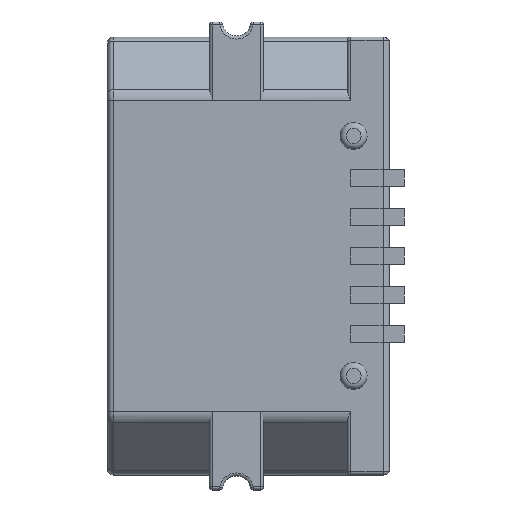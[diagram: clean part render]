
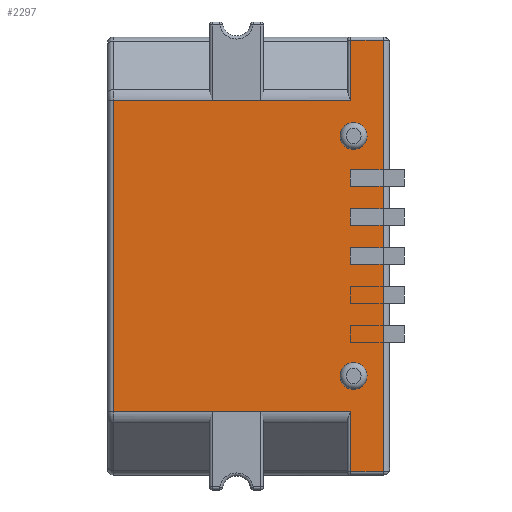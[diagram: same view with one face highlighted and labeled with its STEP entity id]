
A CAD part, front view. The second image highlights one B-rep face of the part: STEP entity #2297.
In plain terms, the highlighted planar face has unit normal (0, -1, 0).
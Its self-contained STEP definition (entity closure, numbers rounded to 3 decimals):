
#45=FACE_BOUND('',#744,.T.);
#46=FACE_BOUND('',#745,.T.);
#52=PLANE('',#2489);
#128=LINE('',#3586,#321);
#131=LINE('',#3651,#324);
#137=LINE('',#3680,#330);
#139=LINE('',#3688,#332);
#140=LINE('',#3690,#333);
#141=LINE('',#3692,#334);
#142=LINE('',#3694,#335);
#143=LINE('',#3695,#336);
#321=VECTOR('',#2789,10.);
#324=VECTOR('',#2800,10.);
#330=VECTOR('',#2816,10.);
#332=VECTOR('',#2824,10.);
#333=VECTOR('',#2825,10.);
#334=VECTOR('',#2826,10.);
#335=VECTOR('',#2827,10.);
#336=VECTOR('',#2828,10.);
#581=FACE_OUTER_BOUND('',#743,.T.);
#743=EDGE_LOOP('',(#1622,#1623,#1624,#1625,#1626,#1627,#1628,#1629));
#744=EDGE_LOOP('',(#1630));
#745=EDGE_LOOP('',(#1631));
#909=CIRCLE('',#2490,0.225);
#910=CIRCLE('',#2491,0.225);
#1041=VERTEX_POINT('',#3575);
#1044=VERTEX_POINT('',#3582);
#1051=VERTEX_POINT('',#3644);
#1057=VERTEX_POINT('',#3679);
#1060=VERTEX_POINT('',#3687);
#1061=VERTEX_POINT('',#3689);
#1062=VERTEX_POINT('',#3691);
#1063=VERTEX_POINT('',#3693);
#1064=VERTEX_POINT('',#3696);
#1065=VERTEX_POINT('',#3698);
#1247=EDGE_CURVE('',#1041,#1044,#128,.T.);
#1255=EDGE_CURVE('',#1051,#1041,#131,.T.);
#1264=EDGE_CURVE('',#1044,#1057,#137,.T.);
#1268=EDGE_CURVE('',#1060,#1051,#139,.T.);
#1269=EDGE_CURVE('',#1061,#1060,#140,.T.);
#1270=EDGE_CURVE('',#1062,#1061,#141,.T.);
#1271=EDGE_CURVE('',#1063,#1062,#142,.T.);
#1272=EDGE_CURVE('',#1057,#1063,#143,.T.);
#1273=EDGE_CURVE('',#1064,#1064,#909,.T.);
#1274=EDGE_CURVE('',#1065,#1065,#910,.T.);
#1622=ORIENTED_EDGE('',*,*,#1247,.F.);
#1623=ORIENTED_EDGE('',*,*,#1255,.F.);
#1624=ORIENTED_EDGE('',*,*,#1268,.F.);
#1625=ORIENTED_EDGE('',*,*,#1269,.F.);
#1626=ORIENTED_EDGE('',*,*,#1270,.F.);
#1627=ORIENTED_EDGE('',*,*,#1271,.F.);
#1628=ORIENTED_EDGE('',*,*,#1272,.F.);
#1629=ORIENTED_EDGE('',*,*,#1264,.F.);
#1630=ORIENTED_EDGE('',*,*,#1273,.T.);
#1631=ORIENTED_EDGE('',*,*,#1274,.T.);
#2297=ADVANCED_FACE('',(#581,#45,#46),#52,.T.);
#2489=AXIS2_PLACEMENT_3D('',#3686,#2822,#2823);
#2490=AXIS2_PLACEMENT_3D('',#3697,#2829,#2830);
#2491=AXIS2_PLACEMENT_3D('',#3699,#2831,#2832);
#2789=DIRECTION('',(1.,0.,0.));
#2800=DIRECTION('',(0.,0.,1.));
#2816=DIRECTION('',(0.,0.,-1.));
#2822=DIRECTION('center_axis',(0.,-1.,0.));
#2823=DIRECTION('ref_axis',(0.,0.,1.));
#2824=DIRECTION('',(1.,0.,0.));
#2825=DIRECTION('',(0.,0.,1.));
#2826=DIRECTION('',(-1.,0.,0.));
#2827=DIRECTION('',(0.,0.,1.));
#2828=DIRECTION('',(-1.,0.,0.));
#2829=DIRECTION('center_axis',(0.,1.,0.));
#2830=DIRECTION('ref_axis',(1.,0.,0.));
#2831=DIRECTION('center_axis',(0.,1.,0.));
#2832=DIRECTION('ref_axis',(1.,0.,0.));
#3575=CARTESIAN_POINT('',(-0.65,0.,7.249));
#3582=CARTESIAN_POINT('',(-0.1,0.,7.249));
#3586=CARTESIAN_POINT('',(-0.35,0.,7.249));
#3644=CARTESIAN_POINT('',(-0.65,0.,6.246));
#3651=CARTESIAN_POINT('',(-0.65,0.,3.598));
#3679=CARTESIAN_POINT('',(-0.1,0.,0.051));
#3680=CARTESIAN_POINT('',(-0.1,0.,2.3));
#3686=CARTESIAN_POINT('Origin',(0.,0.,0.95));
#3687=CARTESIAN_POINT('',(-4.6,0.,6.246));
#3688=CARTESIAN_POINT('',(0.,0.,6.246));
#3689=CARTESIAN_POINT('',(-4.6,0.,1.054));
#3690=CARTESIAN_POINT('',(-4.6,0.,2.3));
#3691=CARTESIAN_POINT('',(-0.65,0.,1.054));
#3692=CARTESIAN_POINT('',(0.,0.,1.054));
#3693=CARTESIAN_POINT('',(-0.65,0.,0.051));
#3694=CARTESIAN_POINT('',(-0.65,0.,0.475));
#3695=CARTESIAN_POINT('',(0.,0.,0.051));
#3696=CARTESIAN_POINT('',(-0.825,0.,5.65));
#3697=CARTESIAN_POINT('Origin',(-0.6,0.,5.65));
#3698=CARTESIAN_POINT('',(-0.825,0.,1.65));
#3699=CARTESIAN_POINT('Origin',(-0.6,0.,1.65));
